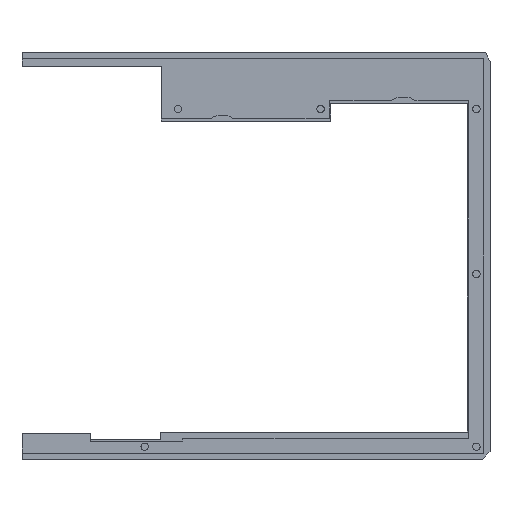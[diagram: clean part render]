
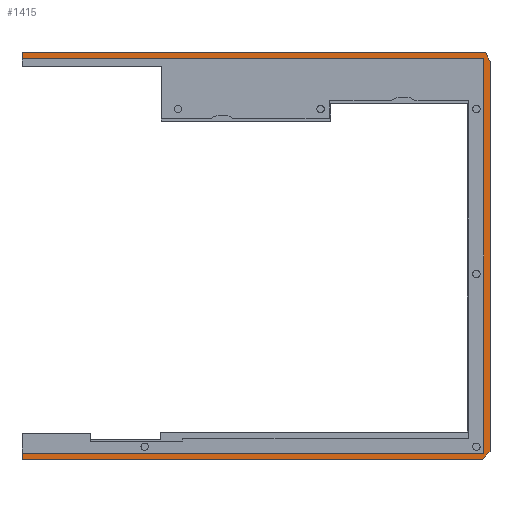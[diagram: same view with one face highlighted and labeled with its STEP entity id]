
A CAD part, front view. The second image highlights one B-rep face of the part: STEP entity #1415.
In plain terms, the highlighted planar face has unit normal (0, -1, 0).
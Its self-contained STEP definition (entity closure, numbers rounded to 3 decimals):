
#153=FACE_OUTER_BOUND('',#236,.T.);
#236=EDGE_LOOP('',(#1167,#1168,#1169,#1170,#1171,#1172,#1173,#1174,#1175,
#1176));
#265=LINE('',#1956,#429);
#281=LINE('',#1988,#445);
#295=LINE('',#2017,#459);
#387=LINE('',#2263,#551);
#389=LINE('',#2267,#553);
#391=LINE('',#2270,#555);
#392=LINE('',#2273,#556);
#394=LINE('',#2277,#558);
#395=LINE('',#2279,#559);
#396=LINE('',#2280,#560);
#429=VECTOR('',#1577,10.);
#445=VECTOR('',#1595,10.);
#459=VECTOR('',#1621,10.);
#551=VECTOR('',#1843,10.);
#553=VECTOR('',#1847,10.);
#555=VECTOR('',#1851,10.);
#556=VECTOR('',#1854,10.);
#558=VECTOR('',#1858,10.);
#559=VECTOR('',#1859,10.);
#560=VECTOR('',#1860,10.);
#592=VERTEX_POINT('',#1952);
#594=VERTEX_POINT('',#1955);
#602=VERTEX_POINT('',#1972);
#609=VERTEX_POINT('',#1986);
#618=VERTEX_POINT('',#2016);
#703=VERTEX_POINT('',#2262);
#704=VERTEX_POINT('',#2266);
#705=VERTEX_POINT('',#2272);
#706=VERTEX_POINT('',#2276);
#707=VERTEX_POINT('',#2278);
#720=EDGE_CURVE('',#594,#592,#265,.T.);
#736=EDGE_CURVE('',#602,#609,#281,.T.);
#750=EDGE_CURVE('',#618,#594,#295,.T.);
#870=EDGE_CURVE('',#703,#602,#387,.T.);
#872=EDGE_CURVE('',#704,#703,#389,.T.);
#874=EDGE_CURVE('',#592,#704,#391,.T.);
#875=EDGE_CURVE('',#705,#618,#392,.T.);
#877=EDGE_CURVE('',#609,#706,#394,.T.);
#878=EDGE_CURVE('',#706,#707,#395,.T.);
#879=EDGE_CURVE('',#707,#705,#396,.T.);
#1167=ORIENTED_EDGE('',*,*,#736,.T.);
#1168=ORIENTED_EDGE('',*,*,#877,.T.);
#1169=ORIENTED_EDGE('',*,*,#878,.T.);
#1170=ORIENTED_EDGE('',*,*,#879,.T.);
#1171=ORIENTED_EDGE('',*,*,#875,.T.);
#1172=ORIENTED_EDGE('',*,*,#750,.T.);
#1173=ORIENTED_EDGE('',*,*,#720,.T.);
#1174=ORIENTED_EDGE('',*,*,#874,.T.);
#1175=ORIENTED_EDGE('',*,*,#872,.T.);
#1176=ORIENTED_EDGE('',*,*,#870,.T.);
#1347=PLANE('',#1542);
#1415=ADVANCED_FACE('',(#153),#1347,.T.);
#1542=AXIS2_PLACEMENT_3D('',#2275,#1856,#1857);
#1577=DIRECTION('',(0.,0.,-1.));
#1595=DIRECTION('',(0.,0.,-1.));
#1621=DIRECTION('',(-1.,0.,0.));
#1843=DIRECTION('',(-1.,0.,0.));
#1847=DIRECTION('',(0.,0.,-1.));
#1851=DIRECTION('',(1.,0.,0.));
#1854=DIRECTION('',(-0.447,0.,0.894));
#1856=DIRECTION('center_axis',(0.,-1.,0.));
#1857=DIRECTION('ref_axis',(0.,0.,-1.));
#1858=DIRECTION('',(1.,0.,0.));
#1859=DIRECTION('',(0.707,0.,0.707));
#1860=DIRECTION('',(0.,0.,1.));
#1952=CARTESIAN_POINT('',(-27.365,-1.,84.378));
#1955=CARTESIAN_POINT('',(-27.365,-1.,86.778));
#1956=CARTESIAN_POINT('',(-27.365,-1.,16.844));
#1972=CARTESIAN_POINT('',(-27.365,-1.,-70.351));
#1986=CARTESIAN_POINT('',(-27.365,-1.,-72.751));
#1988=CARTESIAN_POINT('',(-27.365,-1.,16.844));
#2016=CARTESIAN_POINT('',(154.56,-1.,86.778));
#2017=CARTESIAN_POINT('',(154.56,-1.,86.778));
#2262=CARTESIAN_POINT('',(153.835,-1.,-70.351));
#2263=CARTESIAN_POINT('',(153.835,-1.,-70.351));
#2266=CARTESIAN_POINT('',(153.835,-1.,84.378));
#2267=CARTESIAN_POINT('',(153.835,-1.,84.378));
#2270=CARTESIAN_POINT('',(-144.965,-1.,84.378));
#2272=CARTESIAN_POINT('',(156.235,-1.,83.428));
#2273=CARTESIAN_POINT('',(156.235,-1.,83.428));
#2275=CARTESIAN_POINT('Origin',(4.435,-1.,7.013));
#2276=CARTESIAN_POINT('',(153.235,-1.,-72.751));
#2277=CARTESIAN_POINT('',(-144.365,-1.,-72.751));
#2278=CARTESIAN_POINT('',(156.235,-1.,-69.751));
#2279=CARTESIAN_POINT('',(153.235,-1.,-72.751));
#2280=CARTESIAN_POINT('',(156.235,-1.,-69.751));
